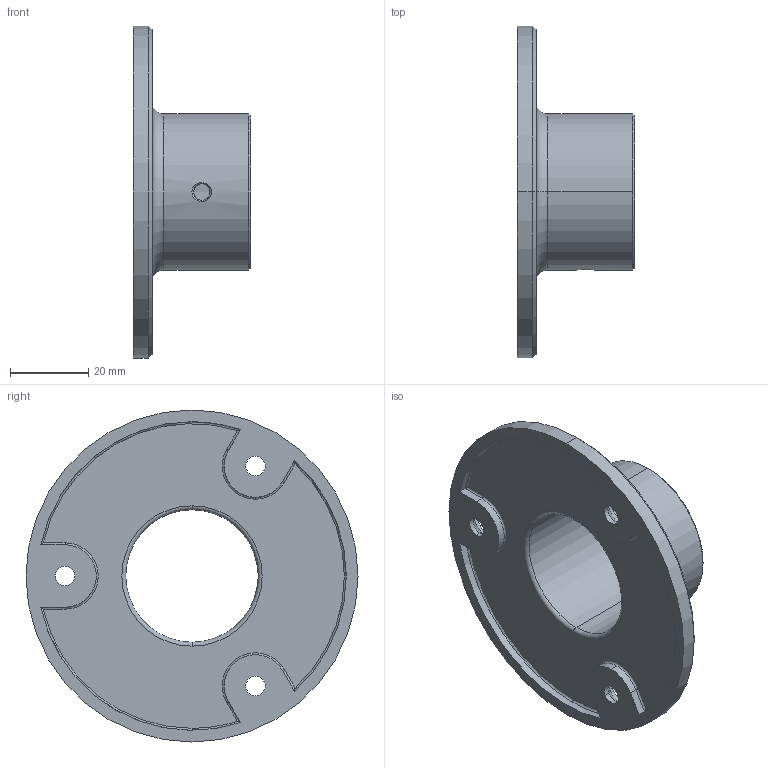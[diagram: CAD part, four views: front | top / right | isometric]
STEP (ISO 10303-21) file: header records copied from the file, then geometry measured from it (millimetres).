
FILE_DESCRIPTION (( 'STEP AP214' ), '1' );
FILE_NAME ('A_0505-033.STEP', '2021-03-18T11:11:57', ( '' ), ( '' ), 'SwSTEP 2.0', 'SolidWorks 2019', '' );
FILE_SCHEMA (( 'AUTOMOTIVE_DESIGN' ));
Length unit declared in the file: millimetre
Products named in the file (1): A_0505-033
Bounding box: 30 x 85 x 85 mm (x, y, z)
Volume: 22774.8 mm3; surface area: 17326.6 mm2
Topology: 1 solids, 1 shells, 70 faces, 162 edges, 96 vertices
Faces by surface type: cylinder 34, cone 14, torus 12, plane 10
Entity records: 2198 total; most frequent: CARTESIAN_POINT 487, DIRECTION 380, ORIENTED_EDGE 324, EDGE_CURVE 162, AXIS2_PLACEMENT_3D 157, VERTEX_POINT 96, CIRCLE 86, EDGE_LOOP 82
